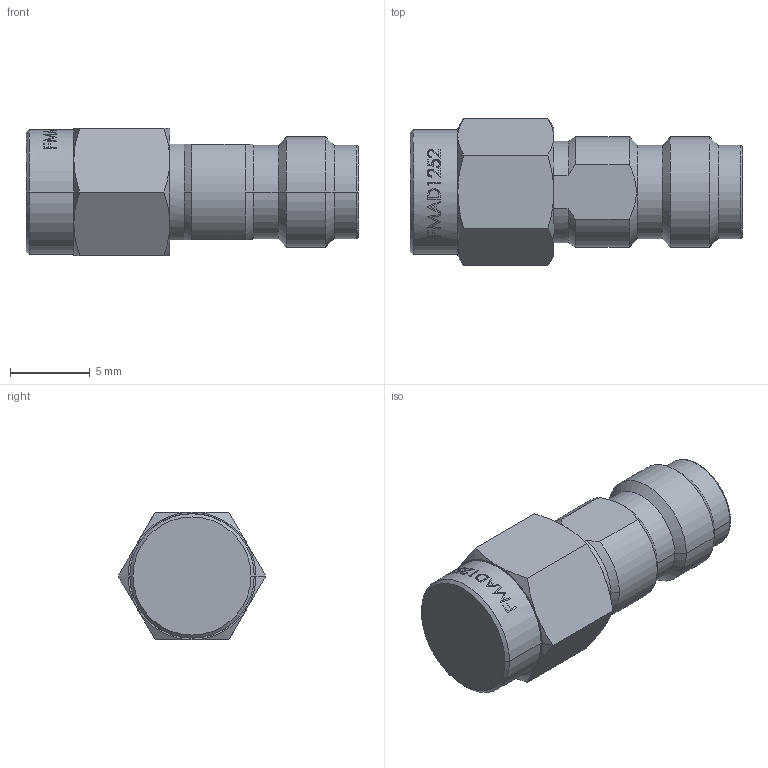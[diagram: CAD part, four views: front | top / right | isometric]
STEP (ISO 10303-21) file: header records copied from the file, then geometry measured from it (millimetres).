
FILE_DESCRIPTION (( 'STEP AP203' ), '1' );
FILE_NAME ('FMAD1252_3D.STEP', '2021-05-05T13:03:56', ( '' ), ( '' ), 'SwSTEP 2.0', 'SolidWorks 2020', '' );
FILE_SCHEMA (( 'CONFIG_CONTROL_DESIGN' ));
Length unit declared in the file: millimetre
Products named in the file (1): FMAD1252_3D
Bounding box: 20.8 x 9.24 x 8 mm (x, y, z)
Volume: 858.7 mm3; surface area: 605.5 mm2
Topology: 1 solids, 1 shells, 157 faces, 400 edges, 257 vertices
Faces by surface type: plane 75, cylinder 27, bspline 27, cone 26, torus 2
Entity records: 6150 total; most frequent: CARTESIAN_POINT 2492, ORIENTED_EDGE 800, DIRECTION 660, EDGE_CURVE 400, VERTEX_POINT 257, AXIS2_PLACEMENT_3D 252, EDGE_LOOP 169, ADVANCED_FACE 157
